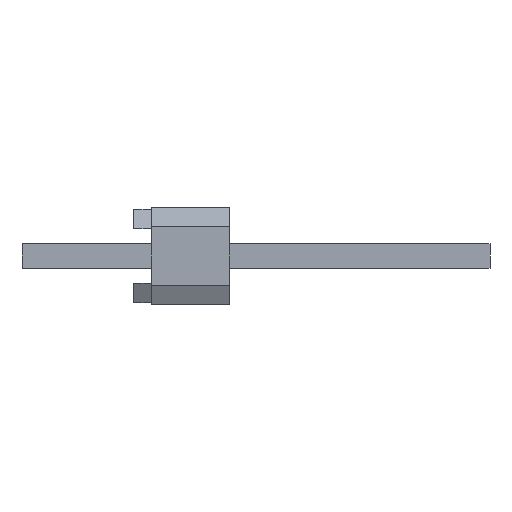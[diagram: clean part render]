
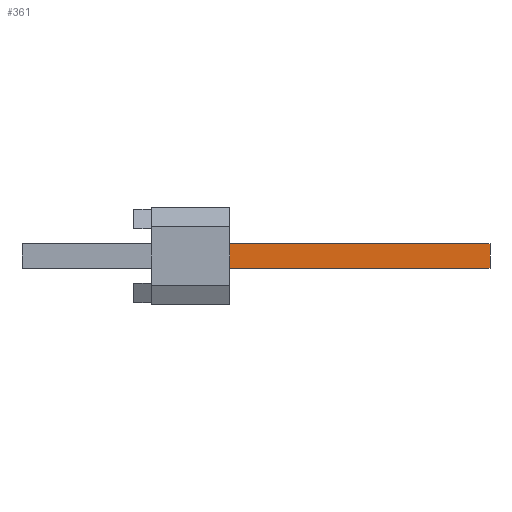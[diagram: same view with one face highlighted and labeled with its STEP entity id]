
A CAD part, left-side view. The second image highlights one B-rep face of the part: STEP entity #361.
In plain terms, the highlighted planar face has unit normal (-1, 0, 0).
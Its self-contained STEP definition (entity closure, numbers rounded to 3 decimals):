
#361=ADVANCED_FACE('',(#775),#776,.T.);
#775=FACE_OUTER_BOUND('',#1451,.T.);
#776=PLANE('',#1452);
#1451=EDGE_LOOP('',(#2478,#2479,#2480,#2481));
#1452=AXIS2_PLACEMENT_3D('',#2482,#2483,#2484);
#2478=ORIENTED_EDGE('',*,*,#4772,.T.);
#2479=ORIENTED_EDGE('',*,*,#4878,.T.);
#2480=ORIENTED_EDGE('',*,*,#4778,.F.);
#2481=ORIENTED_EDGE('',*,*,#4847,.F.);
#2482=CARTESIAN_POINT('',(-9.208,-1.016,-0.318));
#2483=DIRECTION('',(-1.0,0.0,0.0));
#2484=DIRECTION('',(0.0,0.0,1.0));
#4772=EDGE_CURVE('',#5769,#5767,#5770,.T.);
#4778=EDGE_CURVE('',#5778,#5779,#5780,.T.);
#4847=EDGE_CURVE('',#5769,#5778,#5915,.T.);
#4878=EDGE_CURVE('',#5767,#5779,#5974,.T.);
#5767=VERTEX_POINT('',#7275);
#5769=VERTEX_POINT('',#7278);
#5770=LINE('',#7279,#7280);
#5778=VERTEX_POINT('',#7293);
#5779=VERTEX_POINT('',#7294);
#5780=LINE('',#7295,#7296);
#5915=LINE('',#7499,#7500);
#5974=LINE('',#7589,#7590);
#7275=CARTESIAN_POINT('',(-9.208,-7.772,-0.318));
#7278=CARTESIAN_POINT('',(-9.208,-1.016,-0.318));
#7279=CARTESIAN_POINT('',(-9.208,-1.016,-0.318));
#7280=VECTOR('',#8868,6.756);
#7293=CARTESIAN_POINT('',(-9.208,-1.016,0.318));
#7294=CARTESIAN_POINT('',(-9.208,-7.772,0.318));
#7295=CARTESIAN_POINT('',(-9.208,-1.016,0.318));
#7296=VECTOR('',#8874,6.756);
#7499=CARTESIAN_POINT('',(-9.208,-1.016,-0.318));
#7500=VECTOR('',#8943,0.635);
#7589=CARTESIAN_POINT('',(-9.208,-7.772,-0.318));
#7590=VECTOR('',#8974,0.635);
#8868=DIRECTION('',(0.0,-1.0,0.0));
#8874=DIRECTION('',(0.0,-1.0,0.0));
#8943=DIRECTION('',(0.0,0.0,1.0));
#8974=DIRECTION('',(0.0,0.0,1.0));
